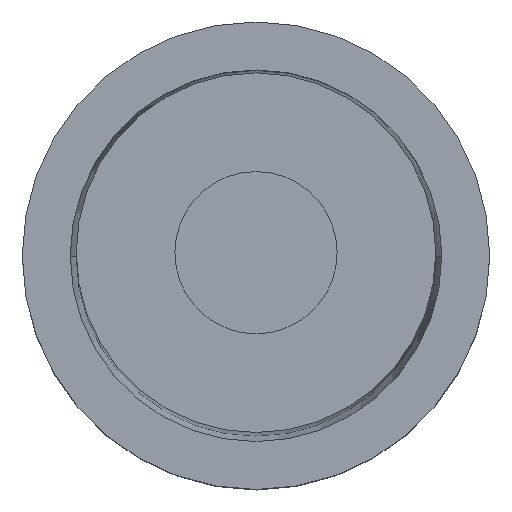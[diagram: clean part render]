
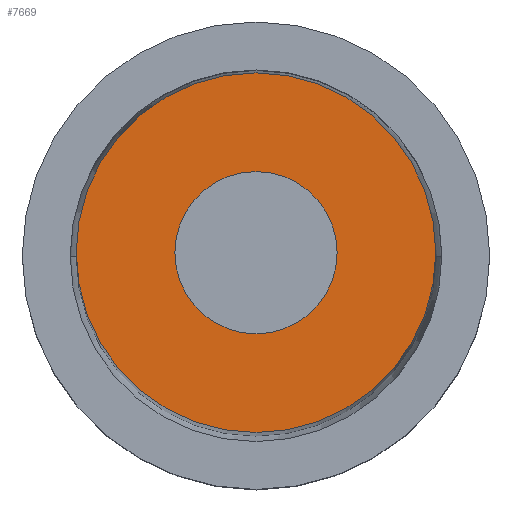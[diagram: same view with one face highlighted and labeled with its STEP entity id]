
A CAD part, top view. The second image highlights one B-rep face of the part: STEP entity #7669.
In plain terms, the highlighted planar face has unit normal (0, 0, 1).
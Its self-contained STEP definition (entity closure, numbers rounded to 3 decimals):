
#70 = DIRECTION ( 'NONE',  ( 1., 0., 0. ) ) ;
#312 = EDGE_CURVE ( 'NONE', #4913, #1445, #6716, .T. ) ;
#422 = CARTESIAN_POINT ( 'NONE',  ( 1.5, 0., 17. ) ) ;
#499 = PLANE ( 'NONE',  #4875 ) ;
#806 = DIRECTION ( 'NONE',  ( 1., 0., 0. ) ) ;
#848 = FACE_OUTER_BOUND ( 'NONE', #3929, .T. ) ;
#1369 = CARTESIAN_POINT ( 'NONE',  ( 0.677, 0., 17. ) ) ;
#1430 = ORIENTED_EDGE ( 'NONE', *, *, #6867, .T. ) ;
#1445 = VERTEX_POINT ( 'NONE', #2758 ) ;
#1857 = DIRECTION ( 'NONE',  ( 1., 0., 0. ) ) ;
#1896 = CIRCLE ( 'NONE', #3280, 1.5 ) ;
#1942 = DIRECTION ( 'NONE',  ( 0., 0., 1. ) ) ;
#2235 = DIRECTION ( 'NONE',  ( 0., 0., 1. ) ) ;
#2361 = EDGE_LOOP ( 'NONE', ( #5454, #3662 ) ) ;
#2366 = CARTESIAN_POINT ( 'NONE',  ( 0., 0., 17. ) ) ;
#2422 = AXIS2_PLACEMENT_3D ( 'NONE', #2366, #6565, #70 ) ;
#2758 = CARTESIAN_POINT ( 'NONE',  ( -0.677, 0., 17. ) ) ;
#2878 = CARTESIAN_POINT ( 'NONE',  ( 0., 0., 17. ) ) ;
#3280 = AXIS2_PLACEMENT_3D ( 'NONE', #4348, #1942, #806 ) ;
#3585 = DIRECTION ( 'NONE',  ( 0., 0., 1. ) ) ;
#3625 = FACE_BOUND ( 'NONE', #2361, .T. ) ;
#3662 = ORIENTED_EDGE ( 'NONE', *, *, #5915, .F. ) ;
#3728 = AXIS2_PLACEMENT_3D ( 'NONE', #4822, #3585, #1857 ) ;
#3929 = EDGE_LOOP ( 'NONE', ( #6641, #1430 ) ) ;
#4322 = CARTESIAN_POINT ( 'NONE',  ( 0., 0., 17. ) ) ;
#4348 = CARTESIAN_POINT ( 'NONE',  ( 0., 0., 17. ) ) ;
#4822 = CARTESIAN_POINT ( 'NONE',  ( 0., 0., 17. ) ) ;
#4875 = AXIS2_PLACEMENT_3D ( 'NONE', #2878, #2235, #6969 ) ;
#4913 = VERTEX_POINT ( 'NONE', #1369 ) ;
#4915 = DIRECTION ( 'NONE',  ( 1., 0., 0. ) ) ;
#4925 = EDGE_CURVE ( 'NONE', #7302, #5191, #1896, .T. ) ;
#4995 = DIRECTION ( 'NONE',  ( 0., 0., 1. ) ) ;
#5120 = CIRCLE ( 'NONE', #6661, 0.677 ) ;
#5191 = VERTEX_POINT ( 'NONE', #422 ) ;
#5454 = ORIENTED_EDGE ( 'NONE', *, *, #312, .F. ) ;
#5742 = CIRCLE ( 'NONE', #3728, 1.5 ) ;
#5915 = EDGE_CURVE ( 'NONE', #1445, #4913, #5120, .T. ) ;
#6565 = DIRECTION ( 'NONE',  ( 0., 0., 1. ) ) ;
#6641 = ORIENTED_EDGE ( 'NONE', *, *, #4925, .T. ) ;
#6661 = AXIS2_PLACEMENT_3D ( 'NONE', #4322, #4995, #4915 ) ;
#6716 = CIRCLE ( 'NONE', #2422, 0.677 ) ;
#6867 = EDGE_CURVE ( 'NONE', #5191, #7302, #5742, .T. ) ;
#6969 = DIRECTION ( 'NONE',  ( 1., 0., 0. ) ) ;
#7008 = CARTESIAN_POINT ( 'NONE',  ( -1.5, 0., 17. ) ) ;
#7302 = VERTEX_POINT ( 'NONE', #7008 ) ;
#7669 = ADVANCED_FACE ( 'NONE', ( #3625, #848 ), #499, .T. ) ;
